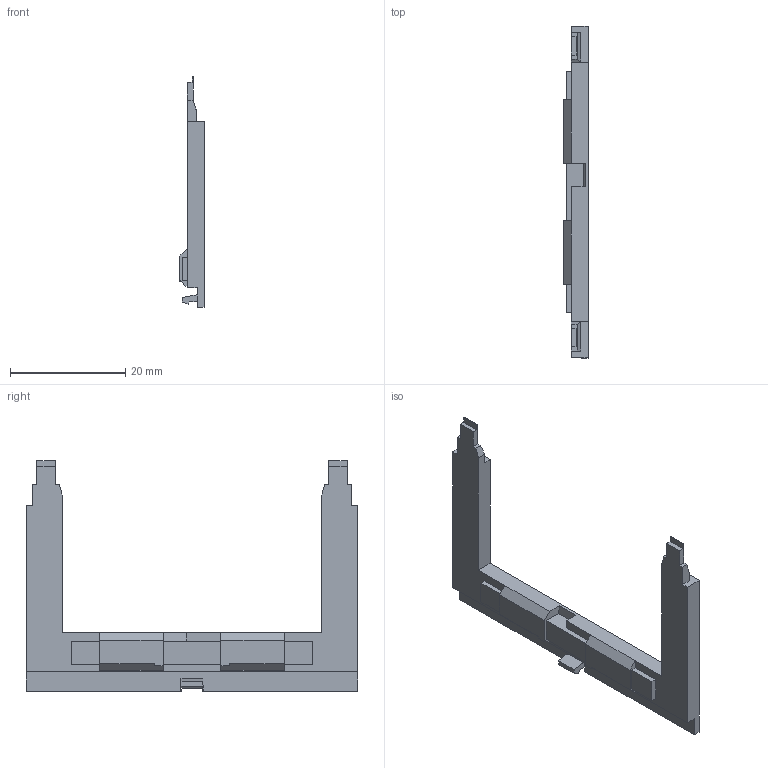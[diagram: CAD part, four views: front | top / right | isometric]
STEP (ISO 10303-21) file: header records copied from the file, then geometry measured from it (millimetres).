
FILE_DESCRIPTION((''),'2;1');
FILE_NAME('SB105109_3D-SOFTWARE_COLOUR','2013-09-02T',('SESA231906'),('Schneider-Electric'),'PRO/ENGINEER BY PARAMETRIC TECHNOLOGY CORPORATION, 2011410','PRO/ENGINEER BY PARAMETRIC TECHNOLOGY CORPORATION, 2011410','');
FILE_SCHEMA(('CONFIG_CONTROL_DESIGN'));
Length unit declared in the file: millimetre
Products named in the file (1): SB105109_3D-SOFTWARE_COLOUR
Bounding box: 4.21 x 57.5 x 40 mm (x, y, z)
Volume: 2459.3 mm3; surface area: 2631.7 mm2
Topology: 1 solids, 1 shells, 84 faces, 238 edges, 154 vertices
Faces by surface type: plane 76, cylinder 4, cone 4
Entity records: 2680 total; most frequent: CARTESIAN_POINT 472, ORIENTED_EDGE 468, DIRECTION 414, EDGE_CURVE 234, VECTOR 222, LINE 222, VERTEX_POINT 154, AXIS2_PLACEMENT_3D 96
